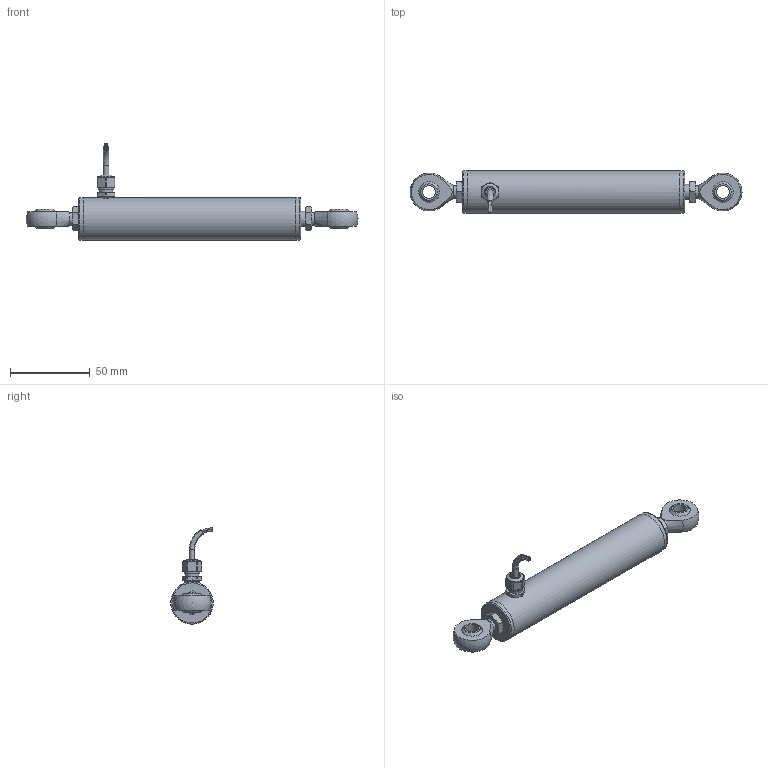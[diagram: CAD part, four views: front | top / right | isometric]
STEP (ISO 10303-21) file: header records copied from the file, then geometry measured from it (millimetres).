
FILE_DESCRIPTION (( 'STEP AP214' ), '1' );
FILE_NAME ('LRE27-050R-00-10A.STEP', '2020-04-14T17:41:25', ( '' ), ( '' ), 'SwSTEP 2.0', 'SolidWorks 2019', '' );
FILE_SCHEMA (( 'AUTOMOTIVE_DESIGN' ));
Length unit declared in the file: inch
Products named in the file (1): LRE27-050R-00-10A
Bounding box: 208.49 x 26.67 x 60.5 mm (x, y, z)
Volume: 54151.7 mm3; surface area: 42624.4 mm2
Topology: 17 solids, 19 shells, 225 faces, 490 edges, 317 vertices
Faces by surface type: plane 82, cylinder 57, cone 54, bspline 18, torus 8, sphere 6
Full cylindrical faces by diameter (mm): 1 x4, 2.7 x1, 3.5 x2, 5.1 x1, 5.2 x1, 6.351 x2, 6.466 x2, 6.7 x1, 6.8 x2, 6.972 x1, 8 x5, 8.56 x2, 8.596 x1, 9 x1, 9.15 x1, 9.461 x3, 9.525 x1, 9.794 x1, 9.804 x1, 10.9 x2, 12.675 x1, 12.7 x1, 20.955 x1, 21.539 x2, 21.615 x2, 26.67 x3
Entity records: 6863 total; most frequent: CARTESIAN_POINT 2495, DIRECTION 854, ORIENTED_EDGE 668, AXIS2_PLACEMENT_3D 400, EDGE_LOOP 374, EDGE_CURVE 334, FACE_OUTER_BOUND 294, VERTEX_POINT 264
